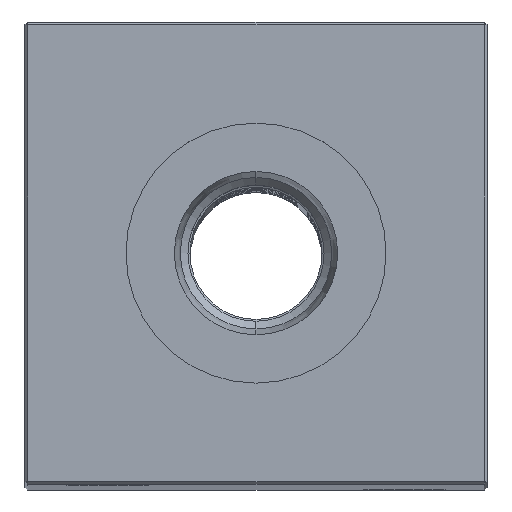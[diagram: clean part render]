
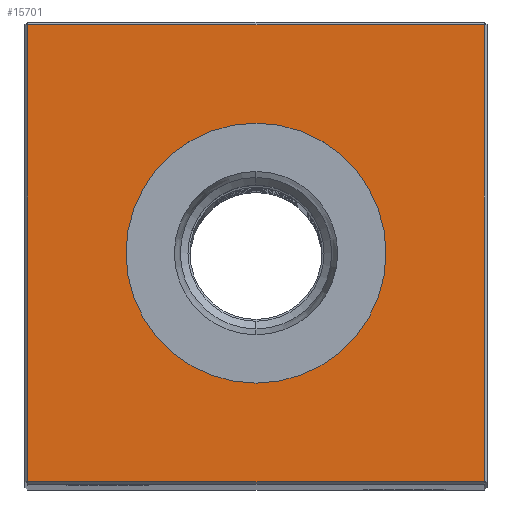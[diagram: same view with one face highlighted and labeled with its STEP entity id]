
A CAD part, top view. The second image highlights one B-rep face of the part: STEP entity #15701.
In plain terms, the highlighted planar face has unit normal (0, 0, 1).
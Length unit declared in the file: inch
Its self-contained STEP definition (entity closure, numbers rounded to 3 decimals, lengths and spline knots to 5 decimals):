
#95 = AXIS2_PLACEMENT_3D ( 'NONE', #928, #8035, #21522 ) ;
#897 = VECTOR ( 'NONE', #2662, 39.37008 ) ;
#928 = CARTESIAN_POINT ( 'NONE',  ( 0., 0., 12.5 ) ) ;
#1036 = AXIS2_PLACEMENT_3D ( 'NONE', #9423, #28328, #5667 ) ;
#1653 = CIRCLE ( 'NONE', #5885, 0.49213 ) ;
#1894 = EDGE_LOOP ( 'NONE', ( #19946, #23819, #14393, #20930 ) ) ;
#2126 = CARTESIAN_POINT ( 'NONE',  ( -0.865, -0.865, 12.5 ) ) ;
#2394 = CARTESIAN_POINT ( 'NONE',  ( 0.865, -0.865, 12.5 ) ) ;
#2662 = DIRECTION ( 'NONE',  ( 0., 1., 0. ) ) ;
#2886 = DIRECTION ( 'NONE',  ( -1., 0., 0. ) ) ;
#3522 = EDGE_CURVE ( 'NONE', #10876, #12220, #1653, .T. ) ;
#3858 = CARTESIAN_POINT ( 'NONE',  ( 0., 0.49213, 12.5 ) ) ;
#4295 = ORIENTED_EDGE ( 'NONE', *, *, #15719, .T. ) ;
#4310 = LINE ( 'NONE', #5020, #897 ) ;
#5020 = CARTESIAN_POINT ( 'NONE',  ( 0.865, 0., 12.5 ) ) ;
#5667 = DIRECTION ( 'NONE',  ( -1., 0., 0. ) ) ;
#5885 = AXIS2_PLACEMENT_3D ( 'NONE', #27866, #16333, #7575 ) ;
#6314 = VERTEX_POINT ( 'NONE', #2126 ) ;
#7438 = VECTOR ( 'NONE', #29244, 39.37008 ) ;
#7575 = DIRECTION ( 'NONE',  ( -1., 0., 0. ) ) ;
#8035 = DIRECTION ( 'NONE',  ( 0., 0., -1. ) ) ;
#8798 = EDGE_CURVE ( 'NONE', #6314, #11893, #28092, .T. ) ;
#9423 = CARTESIAN_POINT ( 'NONE',  ( 0., 0., 12.5 ) ) ;
#10876 = VERTEX_POINT ( 'NONE', #11318 ) ;
#10899 = EDGE_CURVE ( 'NONE', #25163, #6314, #11176, .T. ) ;
#11176 = LINE ( 'NONE', #20206, #7438 ) ;
#11318 = CARTESIAN_POINT ( 'NONE',  ( 0., -0.49213, 12.5 ) ) ;
#11442 = CIRCLE ( 'NONE', #1036, 0.49213 ) ;
#11893 = VERTEX_POINT ( 'NONE', #2394 ) ;
#12220 = VERTEX_POINT ( 'NONE', #3858 ) ;
#12271 = VECTOR ( 'NONE', #2886, 39.37008 ) ;
#13521 = CARTESIAN_POINT ( 'NONE',  ( -0.865, 0.865, 12.5 ) ) ;
#13867 = FACE_BOUND ( 'NONE', #21920, .T. ) ;
#14144 = LINE ( 'NONE', #23168, #12271 ) ;
#14393 = ORIENTED_EDGE ( 'NONE', *, *, #23289, .T. ) ;
#14921 = DIRECTION ( 'NONE',  ( 1., 0., 0. ) ) ;
#15701 = ADVANCED_FACE ( 'NONE', ( #21664, #13867 ), #28477, .F. ) ;
#15719 = EDGE_CURVE ( 'NONE', #12220, #10876, #11442, .T. ) ;
#16333 = DIRECTION ( 'NONE',  ( 0., 0., -1. ) ) ;
#17554 = VERTEX_POINT ( 'NONE', #23050 ) ;
#17889 = VECTOR ( 'NONE', #14921, 39.37008 ) ;
#18924 = EDGE_CURVE ( 'NONE', #17554, #25163, #14144, .T. ) ;
#19946 = ORIENTED_EDGE ( 'NONE', *, *, #10899, .T. ) ;
#20206 = CARTESIAN_POINT ( 'NONE',  ( -0.865, 0., 12.5 ) ) ;
#20930 = ORIENTED_EDGE ( 'NONE', *, *, #18924, .T. ) ;
#21522 = DIRECTION ( 'NONE',  ( -1., 0., 0. ) ) ;
#21664 = FACE_OUTER_BOUND ( 'NONE', #1894, .T. ) ;
#21920 = EDGE_LOOP ( 'NONE', ( #4295, #28630 ) ) ;
#23050 = CARTESIAN_POINT ( 'NONE',  ( 0.865, 0.865, 12.5 ) ) ;
#23168 = CARTESIAN_POINT ( 'NONE',  ( 0., 0.865, 12.5 ) ) ;
#23289 = EDGE_CURVE ( 'NONE', #11893, #17554, #4310, .T. ) ;
#23819 = ORIENTED_EDGE ( 'NONE', *, *, #8798, .T. ) ;
#25163 = VERTEX_POINT ( 'NONE', #13521 ) ;
#26165 = CARTESIAN_POINT ( 'NONE',  ( 0., -0.865, 12.5 ) ) ;
#27866 = CARTESIAN_POINT ( 'NONE',  ( 0., 0., 12.5 ) ) ;
#28092 = LINE ( 'NONE', #26165, #17889 ) ;
#28328 = DIRECTION ( 'NONE',  ( 0., 0., -1. ) ) ;
#28477 = PLANE ( 'NONE',  #95 ) ;
#28630 = ORIENTED_EDGE ( 'NONE', *, *, #3522, .T. ) ;
#29244 = DIRECTION ( 'NONE',  ( 0., -1., 0. ) ) ;
